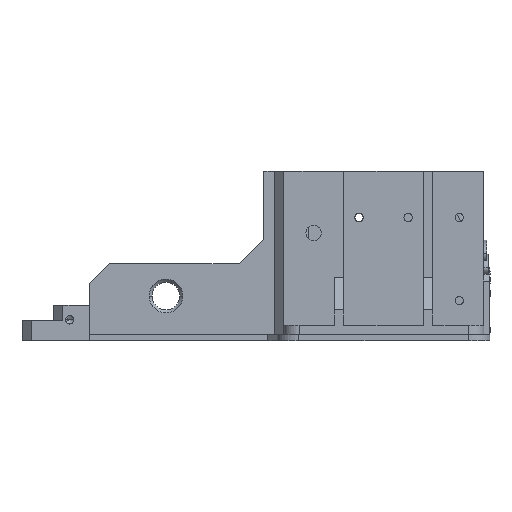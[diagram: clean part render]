
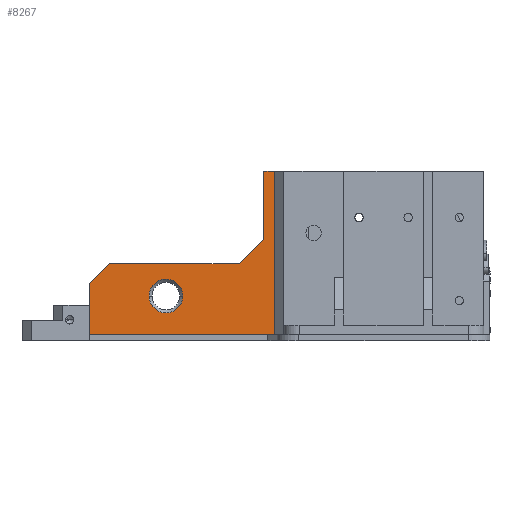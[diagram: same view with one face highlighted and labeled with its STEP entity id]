
A CAD part, front view. The second image highlights one B-rep face of the part: STEP entity #8267.
In plain terms, the highlighted face is planar.
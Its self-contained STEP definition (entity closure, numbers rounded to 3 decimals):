
#377 = DIRECTION ( 'NONE',  ( 0., 1., 0. ) ) ;
#626 = CARTESIAN_POINT ( 'NONE',  ( -46.916, 27.5, 5. ) ) ;
#751 = CARTESIAN_POINT ( 'NONE',  ( -73.166, -13., 5. ) ) ;
#1120 = EDGE_CURVE ( 'NONE', #3126, #8418, #6832, .T. ) ;
#1263 = DIRECTION ( 'NONE',  ( 0., 1., 0. ) ) ;
#1265 = ORIENTED_EDGE ( 'NONE', *, *, #4666, .T. ) ;
#1352 = DIRECTION ( 'NONE',  ( 0., 0., -1. ) ) ;
#1997 = VECTOR ( 'NONE', #377, 1000. ) ;
#1998 = VERTEX_POINT ( 'NONE', #626 ) ;
#2066 = LINE ( 'NONE', #9817, #6185 ) ;
#2134 = ORIENTED_EDGE ( 'NONE', *, *, #7022, .T. ) ;
#2246 = CARTESIAN_POINT ( 'NONE',  ( -59.416, 27.5, 5. ) ) ;
#2386 = VERTEX_POINT ( 'NONE', #9997 ) ;
#2434 = DIRECTION ( 'NONE',  ( -0.707, -0.707, 0. ) ) ;
#2486 = ORIENTED_EDGE ( 'NONE', *, *, #12270, .F. ) ;
#2567 = LINE ( 'NONE', #2712, #1997 ) ;
#2660 = EDGE_CURVE ( 'NONE', #7542, #5530, #9514, .T. ) ;
#2712 = CARTESIAN_POINT ( 'NONE',  ( -46.916, 0., 5. ) ) ;
#3026 = ORIENTED_EDGE ( 'NONE', *, *, #4454, .T. ) ;
#3034 = ORIENTED_EDGE ( 'NONE', *, *, #1120, .T. ) ;
#3105 = CARTESIAN_POINT ( 'NONE',  ( -43.416, 27.5, 5. ) ) ;
#3126 = VERTEX_POINT ( 'NONE', #3427 ) ;
#3159 = ORIENTED_EDGE ( 'NONE', *, *, #3776, .T. ) ;
#3427 = CARTESIAN_POINT ( 'NONE',  ( -46.916, 5.5, 5. ) ) ;
#3497 = CARTESIAN_POINT ( 'NONE',  ( -103.416, -25.5, 5. ) ) ;
#3616 = VERTEX_POINT ( 'NONE', #7086 ) ;
#3769 = CARTESIAN_POINT ( 'NONE',  ( -54.916, -2.5, 5. ) ) ;
#3776 = EDGE_CURVE ( 'NONE', #4997, #13724, #9703, .T. ) ;
#3832 = CIRCLE ( 'NONE', #8112, 5.5 ) ;
#4256 = VECTOR ( 'NONE', #8825, 1000. ) ;
#4325 = EDGE_CURVE ( 'NONE', #3616, #2386, #2066, .T. ) ;
#4454 = EDGE_CURVE ( 'NONE', #5530, #7542, #3832, .T. ) ;
#4666 = EDGE_CURVE ( 'NONE', #2386, #11921, #13771, .T. ) ;
#4736 = CARTESIAN_POINT ( 'NONE',  ( -62.416, -2.5, 5. ) ) ;
#4997 = VERTEX_POINT ( 'NONE', #15624 ) ;
#5454 = VECTOR ( 'NONE', #10975, 1000. ) ;
#5530 = VERTEX_POINT ( 'NONE', #751 ) ;
#5787 = VECTOR ( 'NONE', #11382, 1000. ) ;
#6185 = VECTOR ( 'NONE', #2434, 1000. ) ;
#6327 = LINE ( 'NONE', #4736, #10973 ) ;
#6337 = CARTESIAN_POINT ( 'NONE',  ( -103.416, 27.5, 5. ) ) ;
#6380 = DIRECTION ( 'NONE',  ( -0.707, -0.707, 0. ) ) ;
#6396 = VECTOR ( 'NONE', #1263, 1000. ) ;
#6458 = EDGE_LOOP ( 'NONE', ( #2486, #3034, #16020, #9040, #1265, #15547, #3159, #2134 ) ) ;
#6832 = LINE ( 'NONE', #3769, #15189 ) ;
#7022 = EDGE_CURVE ( 'NONE', #13724, #1998, #14382, .T. ) ;
#7070 = EDGE_CURVE ( 'NONE', #11921, #4997, #12639, .T. ) ;
#7086 = CARTESIAN_POINT ( 'NONE',  ( -96.916, -2.5, 5. ) ) ;
#7176 = CARTESIAN_POINT ( 'NONE',  ( -54.916, -2.5, 5. ) ) ;
#7542 = VERTEX_POINT ( 'NONE', #15650 ) ;
#7723 = CARTESIAN_POINT ( 'NONE',  ( -78.666, -13., 5. ) ) ;
#7758 = DIRECTION ( 'NONE',  ( 1., 0., 0. ) ) ;
#7792 = AXIS2_PLACEMENT_3D ( 'NONE', #7723, #12732, #13961 ) ;
#8112 = AXIS2_PLACEMENT_3D ( 'NONE', #15035, #1352, #7758 ) ;
#8267 = ADVANCED_FACE ( 'NONE', ( #10678, #15352 ), #10753, .T. ) ;
#8355 = AXIS2_PLACEMENT_3D ( 'NONE', #12021, #13027, #15506 ) ;
#8418 = VERTEX_POINT ( 'NONE', #7176 ) ;
#8825 = DIRECTION ( 'NONE',  ( 1., 0., 0. ) ) ;
#9040 = ORIENTED_EDGE ( 'NONE', *, *, #4325, .T. ) ;
#9514 = CIRCLE ( 'NONE', #7792, 5.5 ) ;
#9703 = LINE ( 'NONE', #13866, #6396 ) ;
#9817 = CARTESIAN_POINT ( 'NONE',  ( -47.208, 47.208, 5. ) ) ;
#9997 = CARTESIAN_POINT ( 'NONE',  ( -103.416, -9., 5. ) ) ;
#10116 = EDGE_LOOP ( 'NONE', ( #3026, #11168 ) ) ;
#10678 = FACE_OUTER_BOUND ( 'NONE', #6458, .T. ) ;
#10753 = PLANE ( 'NONE',  #8355 ) ;
#10973 = VECTOR ( 'NONE', #13511, 1000. ) ;
#10975 = DIRECTION ( 'NONE',  ( -1., 0., 0. ) ) ;
#11168 = ORIENTED_EDGE ( 'NONE', *, *, #2660, .T. ) ;
#11307 = EDGE_CURVE ( 'NONE', #8418, #3616, #6327, .T. ) ;
#11382 = DIRECTION ( 'NONE',  ( 0., -1., 0. ) ) ;
#11921 = VERTEX_POINT ( 'NONE', #3497 ) ;
#12021 = CARTESIAN_POINT ( 'NONE',  ( 0., 0., 5. ) ) ;
#12270 = EDGE_CURVE ( 'NONE', #3126, #1998, #2567, .T. ) ;
#12582 = CARTESIAN_POINT ( 'NONE',  ( -50.543, -25.5, 5. ) ) ;
#12639 = LINE ( 'NONE', #12582, #4256 ) ;
#12732 = DIRECTION ( 'NONE',  ( 0., 0., -1. ) ) ;
#13027 = DIRECTION ( 'NONE',  ( 0., 0., 1. ) ) ;
#13511 = DIRECTION ( 'NONE',  ( -1., 0., 0. ) ) ;
#13724 = VERTEX_POINT ( 'NONE', #3105 ) ;
#13771 = LINE ( 'NONE', #6337, #5787 ) ;
#13866 = CARTESIAN_POINT ( 'NONE',  ( -43.416, 27.5, 5. ) ) ;
#13961 = DIRECTION ( 'NONE',  ( 1., 0., 0. ) ) ;
#14382 = LINE ( 'NONE', #2246, #5454 ) ;
#15035 = CARTESIAN_POINT ( 'NONE',  ( -78.666, -13., 5. ) ) ;
#15189 = VECTOR ( 'NONE', #6380, 1000. ) ;
#15352 = FACE_BOUND ( 'NONE', #10116, .T. ) ;
#15506 = DIRECTION ( 'NONE',  ( 1., 0., 0. ) ) ;
#15547 = ORIENTED_EDGE ( 'NONE', *, *, #7070, .T. ) ;
#15624 = CARTESIAN_POINT ( 'NONE',  ( -43.416, -25.5, 5. ) ) ;
#15650 = CARTESIAN_POINT ( 'NONE',  ( -84.166, -13., 5. ) ) ;
#16020 = ORIENTED_EDGE ( 'NONE', *, *, #11307, .T. ) ;
